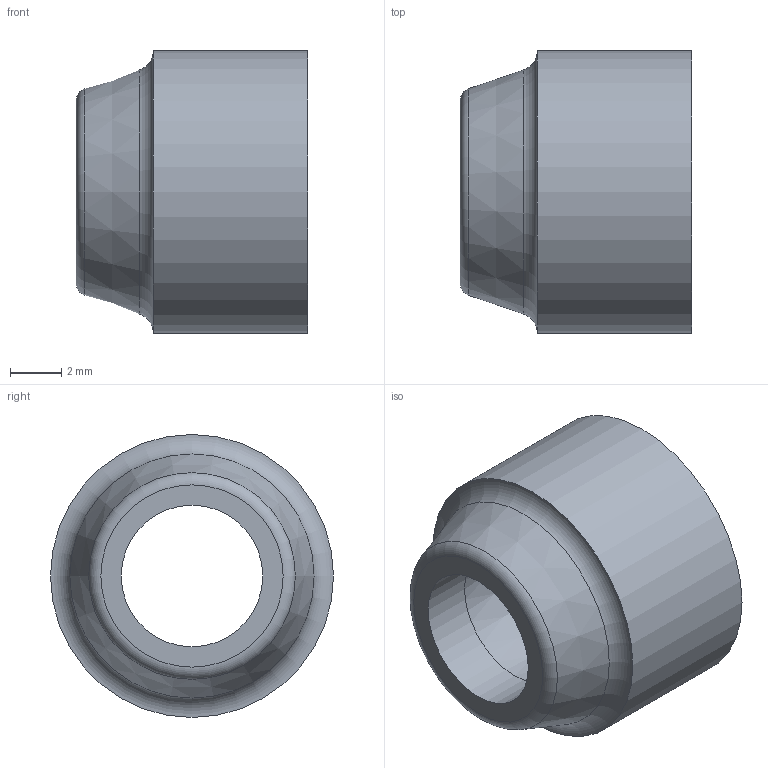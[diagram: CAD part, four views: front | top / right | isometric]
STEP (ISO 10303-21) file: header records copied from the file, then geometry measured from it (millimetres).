
FILE_DESCRIPTION(/* description */ (''),/* implementation_level */ '2;1');
FILE_NAME(/* name */ 'CBI-ST-5.5-9.stp',/* time_stamp */ '2018-09-25T15:55:07+01:00',/* author */ ('paul'),/* organization */ (''),/* preprocessor_version */ 'ST-DEVELOPER v17.2',/* originating_system */ 'Autodesk Inventor 2019',/* authorisation */ '');
FILE_SCHEMA (('AUTOMOTIVE_DESIGN { 1 0 10303 214 3 1 1 }'));
Length unit declared in the file: millimetre
Products named in the file (1): CBI-ST-5.5-9
Bounding box: 9 x 11 x 11 mm (x, y, z)
Volume: 462.4 mm3; surface area: 548.9 mm2
Topology: 1 solids, 1 shells, 9 faces, 29 edges, 22 vertices
Faces by surface type: torus 2, plane 2, cone 2, cylinder 2, bspline 1
Full cylindrical faces by diameter (mm): 5.5 x1, 11 x1
Entity records: 419 total; most frequent: CARTESIAN_POINT 87, DIRECTION 72, ORIENTED_EDGE 58, AXIS2_PLACEMENT_3D 34, EDGE_CURVE 29, CIRCLE 25, VERTEX_POINT 22, EDGE_LOOP 11
